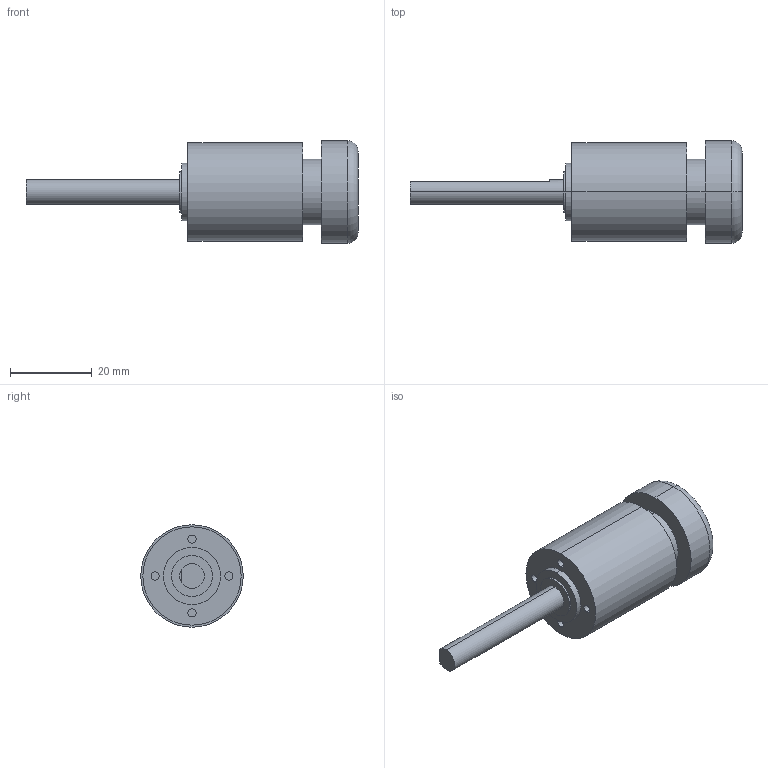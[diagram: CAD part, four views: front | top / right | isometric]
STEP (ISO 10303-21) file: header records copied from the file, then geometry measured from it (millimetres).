
FILE_DESCRIPTION (( 'STEP AP203' ), '1' );
FILE_NAME ('RepeatMax.STEP', '2022-12-20T18:37:25', ( '' ), ( '' ), 'SwSTEP 2.0', 'SolidWorks 2021', '' );
FILE_SCHEMA (( 'CONFIG_CONTROL_DESIGN' ));
Length unit declared in the file: millimetre
Products named in the file (1): RepeatMax
Bounding box: 81 x 25 x 25 mm (x, y, z)
Volume: 19105.7 mm3; surface area: 5374.2 mm2
Topology: 1 solids, 1 shells, 35 faces, 70 edges, 46 vertices
Faces by surface type: cylinder 20, plane 13, torus 2
Entity records: 1011 total; most frequent: DIRECTION 188, CARTESIAN_POINT 152, ORIENTED_EDGE 140, AXIS2_PLACEMENT_3D 82, EDGE_CURVE 70, VERTEX_POINT 46, CIRCLE 46, EDGE_LOOP 44
